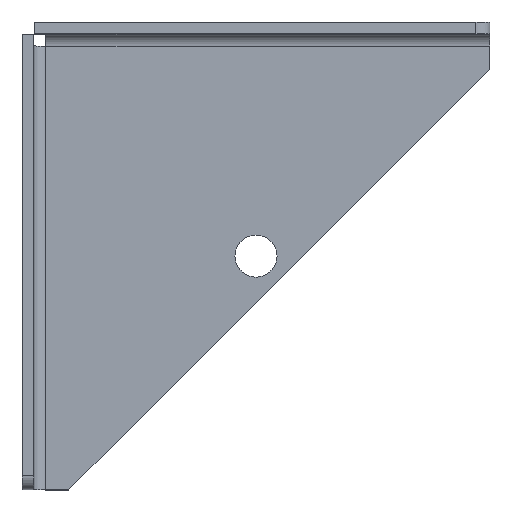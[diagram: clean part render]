
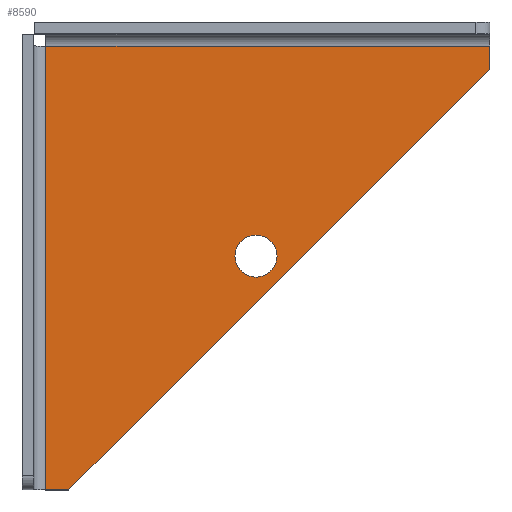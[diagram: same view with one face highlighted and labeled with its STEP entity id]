
A CAD part, top view. The second image highlights one B-rep face of the part: STEP entity #8590.
In plain terms, the highlighted planar face has unit normal (0, 0, 1).
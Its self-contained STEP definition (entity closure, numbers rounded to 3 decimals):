
#100=CARTESIAN_POINT('',(10.,0.,0.));
#110=VERTEX_POINT('',#100);
#160=CARTESIAN_POINT('',(10.,0.,0.));
#170=DIRECTION('',(0.707,0.707,0.));
#180=VECTOR('',#170,1.);
#190=LINE('',#160,#180);
#200=CARTESIAN_POINT('',(100.,90.,0.));
#210=VERTEX_POINT('',#200);
#220=EDGE_CURVE('',#110,#210,#190,.T.);
#6130=CARTESIAN_POINT('',(5.06,0.,0.));
#6140=VERTEX_POINT('',#6130);
#6170=CARTESIAN_POINT('',(-40.,0.,0.));
#6180=DIRECTION('',(1.,0.,0.));
#6190=VECTOR('',#6180,1.);
#6200=LINE('',#6170,#6190);
#6210=EDGE_CURVE('',#6140,#110,#6200,.T.);
#7660=CARTESIAN_POINT('',(5.06,94.94,0.));
#7670=VERTEX_POINT('',#7660);
#7700=CARTESIAN_POINT('',(5.06,0.,0.));
#7710=DIRECTION('',(0.,-1.,0.));
#7720=VECTOR('',#7710,1.);
#7730=LINE('',#7700,#7720);
#7740=EDGE_CURVE('',#7670,#6140,#7730,.T.);
#8200=CARTESIAN_POINT('',(0.,100.,0.));
#8210=DIRECTION('',(-0.,-0.,-1.));
#8220=DIRECTION('',(0.,-1.,0.));
#8230=AXIS2_PLACEMENT_3D('',#8200,#8210,#8220);
#8240=PLANE('',#8230);
#8250=CARTESIAN_POINT('',(0.,94.94,0.));
#8260=DIRECTION('',(-1.,0.,0.));
#8270=VECTOR('',#8260,1.);
#8280=LINE('',#8250,#8270);
#8290=CARTESIAN_POINT('',(100.,94.94,0.));
#8300=VERTEX_POINT('',#8290);
#8310=EDGE_CURVE('',#8300,#7670,#8280,.T.);
#8320=ORIENTED_EDGE('',*,*,#8310,.T.);
#8330=CARTESIAN_POINT('',(100.,0.,0.));
#8340=DIRECTION('',(0.,1.,0.));
#8350=VECTOR('',#8340,1.);
#8360=LINE('',#8330,#8350);
#8370=EDGE_CURVE('',#210,#8300,#8360,.T.);
#8380=ORIENTED_EDGE('',*,*,#8370,.T.);
#8390=ORIENTED_EDGE('',*,*,#220,.T.);
#8400=ORIENTED_EDGE('',*,*,#6210,.T.);
#8410=ORIENTED_EDGE('',*,*,#7740,.T.);
#8420=EDGE_LOOP('',(#8410,#8400,#8390,#8380,#8320));
#8430=FACE_OUTER_BOUND('',#8420,.T.);
#8440=CARTESIAN_POINT('',(50.,50.,0.));
#8450=DIRECTION('',(0.,0.,1.));
#8460=DIRECTION('',(1.,0.,0.));
#8470=AXIS2_PLACEMENT_3D('',#8440,#8450,#8460);
#8480=CIRCLE('',#8470,4.5);
#8490=CARTESIAN_POINT('',(54.5,50.,0.));
#8500=VERTEX_POINT('',#8490);
#8510=CARTESIAN_POINT('',(45.5,50.,0.));
#8520=VERTEX_POINT('',#8510);
#8530=EDGE_CURVE('',#8500,#8520,#8480,.T.);
#8540=ORIENTED_EDGE('',*,*,#8530,.F.);
#8550=EDGE_CURVE('',#8520,#8500,#8480,.T.);
#8560=ORIENTED_EDGE('',*,*,#8550,.F.);
#8570=EDGE_LOOP('',(#8560,#8540));
#8580=FACE_BOUND('',#8570,.T.);
#8590=ADVANCED_FACE('',(#8430,#8580),#8240,.F.);
